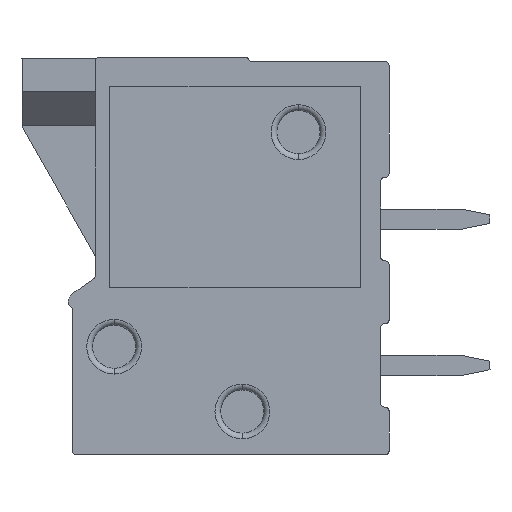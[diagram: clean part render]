
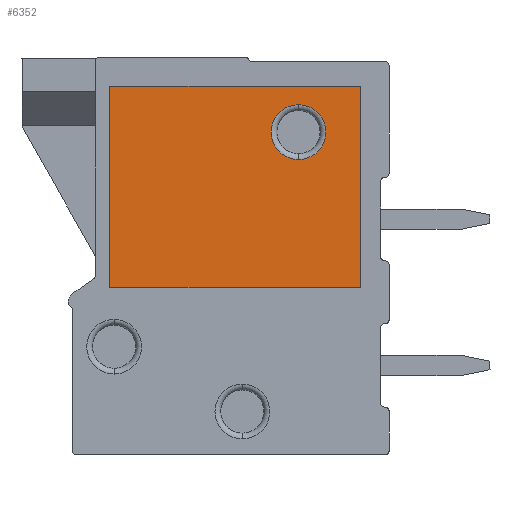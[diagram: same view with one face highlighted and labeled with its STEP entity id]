
A CAD part, left-side view. The second image highlights one B-rep face of the part: STEP entity #6352.
In plain terms, the highlighted face is planar.
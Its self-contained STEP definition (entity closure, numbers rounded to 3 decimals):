
#206 = CARTESIAN_POINT ( 'NONE',  ( 12.8, 4.45, 0.05 ) ) ;
#253 = EDGE_CURVE ( 'NONE', #2384, #5077, #808, .T. ) ;
#429 = VERTEX_POINT ( 'NONE', #2406 ) ;
#430 = DIRECTION ( 'NONE',  ( 1., 0., 0. ) ) ;
#472 = CARTESIAN_POINT ( 'NONE',  ( 5.8, -4.25, 0.05 ) ) ;
#808 = CIRCLE ( 'NONE', #1898, 0.95 ) ;
#984 = CARTESIAN_POINT ( 'NONE',  ( 5.8, 4.45, 0.05 ) ) ;
#1041 = VECTOR ( 'NONE', #5794, 1000. ) ;
#1135 = PLANE ( 'NONE',  #4220 ) ;
#1375 = ORIENTED_EDGE ( 'NONE', *, *, #4059, .F. ) ;
#1383 = CARTESIAN_POINT ( 'NONE',  ( 12.8, 4.45, 0.05 ) ) ;
#1751 = ORIENTED_EDGE ( 'NONE', *, *, #2317, .F. ) ;
#1898 = AXIS2_PLACEMENT_3D ( 'NONE', #6964, #4591, #3814 ) ;
#2070 = VERTEX_POINT ( 'NONE', #1383 ) ;
#2103 = VECTOR ( 'NONE', #2119, 1000. ) ;
#2119 = DIRECTION ( 'NONE',  ( -1., 0., 0. ) ) ;
#2314 = CIRCLE ( 'NONE', #6970, 0.95 ) ;
#2317 = EDGE_CURVE ( 'NONE', #2965, #429, #6190, .T. ) ;
#2371 = DIRECTION ( 'NONE',  ( 1., 0., 0. ) ) ;
#2384 = VERTEX_POINT ( 'NONE', #5718 ) ;
#2406 = CARTESIAN_POINT ( 'NONE',  ( 12.8, -4.25, 0.05 ) ) ;
#2561 = ORIENTED_EDGE ( 'NONE', *, *, #5487, .T. ) ;
#2806 = ORIENTED_EDGE ( 'NONE', *, *, #7824, .F. ) ;
#2965 = VERTEX_POINT ( 'NONE', #5906 ) ;
#3011 = DIRECTION ( 'NONE',  ( 0., 0., 1. ) ) ;
#3655 = CARTESIAN_POINT ( 'NONE',  ( 12.8, -4.25, 0.05 ) ) ;
#3732 = FACE_BOUND ( 'NONE', #5281, .T. ) ;
#3814 = DIRECTION ( 'NONE',  ( 1., 0., 0. ) ) ;
#3878 = CARTESIAN_POINT ( 'NONE',  ( 12.8, -4.25, 0.05 ) ) ;
#3919 = LINE ( 'NONE', #3878, #1041 ) ;
#4059 = EDGE_CURVE ( 'NONE', #429, #2070, #3919, .T. ) ;
#4176 = VERTEX_POINT ( 'NONE', #984 ) ;
#4220 = AXIS2_PLACEMENT_3D ( 'NONE', #3655, #3011, #2371 ) ;
#4591 = DIRECTION ( 'NONE',  ( 0., 0., 1. ) ) ;
#4671 = VECTOR ( 'NONE', #6939, 1000. ) ;
#4819 = LINE ( 'NONE', #206, #2103 ) ;
#5076 = EDGE_LOOP ( 'NONE', ( #1751, #5345, #2806, #1375 ) ) ;
#5077 = VERTEX_POINT ( 'NONE', #7177 ) ;
#5230 = ORIENTED_EDGE ( 'NONE', *, *, #253, .T. ) ;
#5281 = EDGE_LOOP ( 'NONE', ( #2561, #5230 ) ) ;
#5345 = ORIENTED_EDGE ( 'NONE', *, *, #8037, .F. ) ;
#5376 = DIRECTION ( 'NONE',  ( 1., 0., 0. ) ) ;
#5487 = EDGE_CURVE ( 'NONE', #5077, #2384, #2314, .T. ) ;
#5718 = CARTESIAN_POINT ( 'NONE',  ( 10.25, 2.3, 0.05 ) ) ;
#5794 = DIRECTION ( 'NONE',  ( 0., 1., 0. ) ) ;
#5891 = CARTESIAN_POINT ( 'NONE',  ( 11.2, 2.3, 0.05 ) ) ;
#5906 = CARTESIAN_POINT ( 'NONE',  ( 5.8, -4.25, 0.05 ) ) ;
#6137 = FACE_OUTER_BOUND ( 'NONE', #5076, .T. ) ;
#6190 = LINE ( 'NONE', #472, #8251 ) ;
#6352 = ADVANCED_FACE ( 'NONE', ( #6137, #3732 ), #1135, .F. ) ;
#6939 = DIRECTION ( 'NONE',  ( 0., -1., 0. ) ) ;
#6964 = CARTESIAN_POINT ( 'NONE',  ( 11.2, 2.3, 0.05 ) ) ;
#6970 = AXIS2_PLACEMENT_3D ( 'NONE', #5891, #7276, #5376 ) ;
#7116 = LINE ( 'NONE', #7604, #4671 ) ;
#7177 = CARTESIAN_POINT ( 'NONE',  ( 12.15, 2.3, 0.05 ) ) ;
#7276 = DIRECTION ( 'NONE',  ( 0., 0., 1. ) ) ;
#7604 = CARTESIAN_POINT ( 'NONE',  ( 5.8, 4.45, 0.05 ) ) ;
#7824 = EDGE_CURVE ( 'NONE', #2070, #4176, #4819, .T. ) ;
#8037 = EDGE_CURVE ( 'NONE', #4176, #2965, #7116, .T. ) ;
#8251 = VECTOR ( 'NONE', #430, 1000. ) ;
